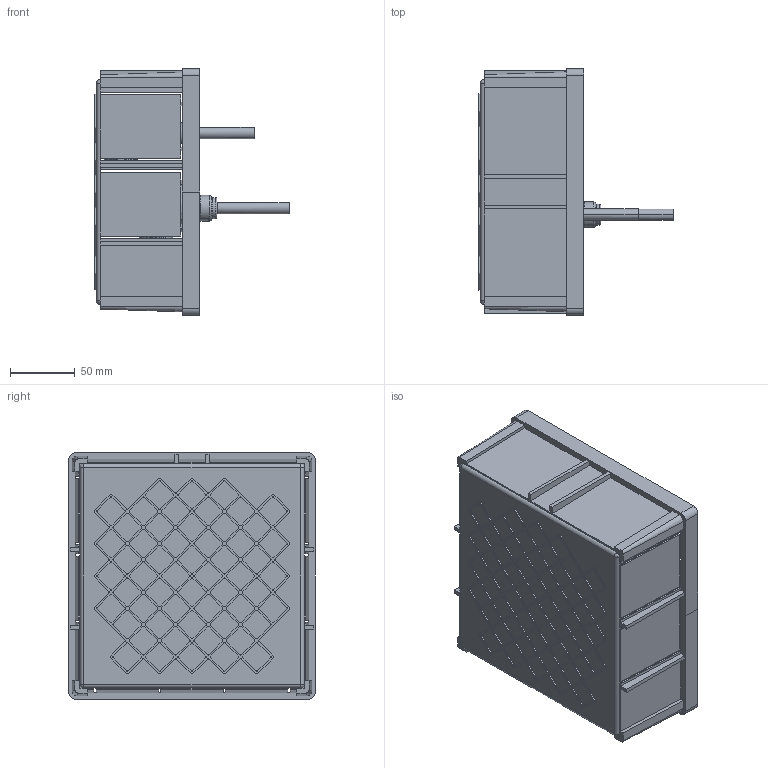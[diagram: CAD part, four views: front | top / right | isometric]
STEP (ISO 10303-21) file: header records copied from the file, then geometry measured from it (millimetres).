
FILE_DESCRIPTION(('CATIA V5 STEP Exchange'),'2;1');
FILE_NAME('359100 - TST.stp','2019-10-22T13:12:29+00:00',('none'),('none'),'CATIA Version 5-6 Release 2016 SP4','CATIA V5 STEP AP203','none');
FILE_SCHEMA(('CONFIG_CONTROL_DESIGN'));
Products named in the file (1): 359100 - TST
Bounding box: 150 x 190.14 x 190.14 mm (x, y, z)
Volume: 407202.6 mm3; surface area: 235215.7 mm2
Topology: 2 solids, 12 shells, 3234 faces, 8275 edges, 4964 vertices
Faces by surface type: bspline 978, cylinder 954, plane 798, torus 278, sphere 122, cone 104
Entity records: 150661 total; most frequent: CARTESIAN_POINT 86124, ORIENTED_EDGE 16318, EDGE_CURVE 8159, DIRECTION 7981, VERTEX_POINT 4964, AXIS2_PLACEMENT_3D 3639, B_SPLINE_CURVE_WITH_KNOTS 3418, EDGE_LOOP 3347
